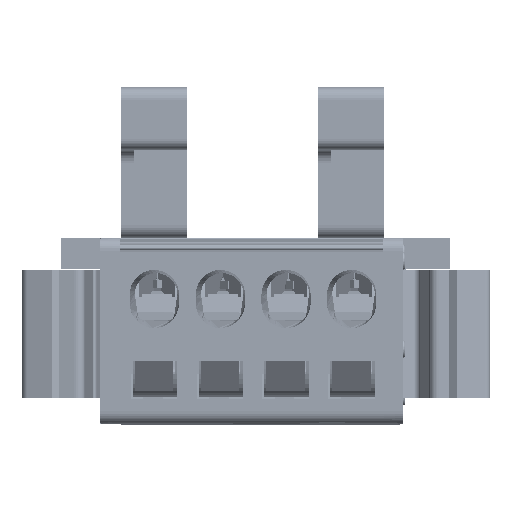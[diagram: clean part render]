
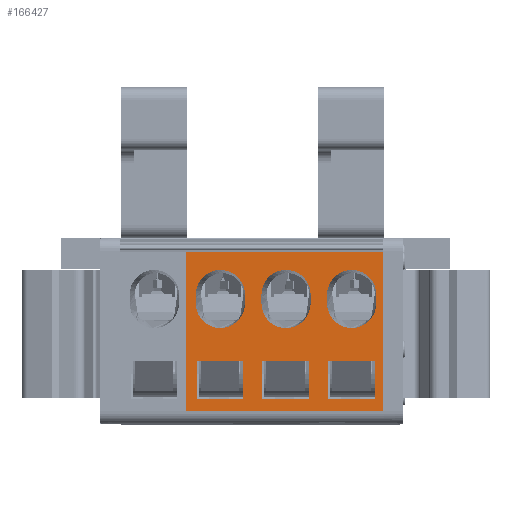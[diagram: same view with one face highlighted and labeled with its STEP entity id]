
A CAD part, left-side view. The second image highlights one B-rep face of the part: STEP entity #166427.
In plain terms, the highlighted planar face has unit normal (-1, 0, 0).
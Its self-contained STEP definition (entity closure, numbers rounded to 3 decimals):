
#5338=CIRCLE('',#173689,1.9);
#5339=CIRCLE('',#173692,1.9);
#5363=CIRCLE('',#173810,1.9);
#5364=CIRCLE('',#173811,1.9);
#5365=CIRCLE('',#173812,1.9);
#5366=CIRCLE('',#173813,1.9);
#10872=ORIENTED_EDGE('',*,*,#46292,.F.);
#10873=ORIENTED_EDGE('',*,*,#43840,.F.);
#10874=ORIENTED_EDGE('',*,*,#46293,.F.);
#10875=ORIENTED_EDGE('',*,*,#44304,.T.);
#10876=ORIENTED_EDGE('',*,*,#46073,.T.);
#10877=ORIENTED_EDGE('',*,*,#46069,.F.);
#10878=ORIENTED_EDGE('',*,*,#46294,.F.);
#10879=ORIENTED_EDGE('',*,*,#46099,.F.);
#10880=ORIENTED_EDGE('',*,*,#46068,.T.);
#10881=ORIENTED_EDGE('',*,*,#46066,.T.);
#10882=ORIENTED_EDGE('',*,*,#46064,.T.);
#10883=ORIENTED_EDGE('',*,*,#46061,.T.);
#10884=ORIENTED_EDGE('',*,*,#46295,.T.);
#10885=ORIENTED_EDGE('',*,*,#46296,.F.);
#10886=ORIENTED_EDGE('',*,*,#46297,.F.);
#10887=ORIENTED_EDGE('',*,*,#46298,.F.);
#10888=ORIENTED_EDGE('',*,*,#46299,.T.);
#10889=ORIENTED_EDGE('',*,*,#46300,.T.);
#10890=ORIENTED_EDGE('',*,*,#46301,.T.);
#10891=ORIENTED_EDGE('',*,*,#46302,.T.);
#10892=ORIENTED_EDGE('',*,*,#46303,.T.);
#10893=ORIENTED_EDGE('',*,*,#46304,.F.);
#10894=ORIENTED_EDGE('',*,*,#46305,.F.);
#10895=ORIENTED_EDGE('',*,*,#46306,.F.);
#10896=ORIENTED_EDGE('',*,*,#46307,.T.);
#10897=ORIENTED_EDGE('',*,*,#46308,.T.);
#10898=ORIENTED_EDGE('',*,*,#46309,.T.);
#10899=ORIENTED_EDGE('',*,*,#46310,.T.);
#43840=EDGE_CURVE('',#61750,#61751,#73794,.T.);
#44304=EDGE_CURVE('',#62203,#62202,#74062,.T.);
#46061=EDGE_CURVE('',#63861,#63862,#75127,.T.);
#46064=EDGE_CURVE('',#63863,#63861,#5338,.T.);
#46066=EDGE_CURVE('',#63864,#63863,#75131,.T.);
#46068=EDGE_CURVE('',#63862,#63864,#5339,.T.);
#46069=EDGE_CURVE('',#63865,#63866,#75133,.T.);
#46073=EDGE_CURVE('',#63867,#63866,#75137,.T.);
#46099=EDGE_CURVE('',#63867,#63882,#75158,.T.);
#46292=EDGE_CURVE('',#61751,#62202,#75306,.T.);
#46293=EDGE_CURVE('',#62203,#61750,#75307,.T.);
#46294=EDGE_CURVE('',#63882,#63865,#75308,.T.);
#46295=EDGE_CURVE('',#64005,#64006,#75309,.T.);
#46296=EDGE_CURVE('',#64007,#64006,#75310,.T.);
#46297=EDGE_CURVE('',#64008,#64007,#75311,.T.);
#46298=EDGE_CURVE('',#64005,#64008,#75312,.T.);
#46299=EDGE_CURVE('',#64009,#64010,#5363,.T.);
#46300=EDGE_CURVE('',#64010,#64011,#75313,.T.);
#46301=EDGE_CURVE('',#64011,#64012,#5364,.T.);
#46302=EDGE_CURVE('',#64012,#64009,#75314,.T.);
#46303=EDGE_CURVE('',#64013,#64014,#75315,.T.);
#46304=EDGE_CURVE('',#64015,#64014,#75316,.T.);
#46305=EDGE_CURVE('',#64016,#64015,#75317,.T.);
#46306=EDGE_CURVE('',#64013,#64016,#75318,.T.);
#46307=EDGE_CURVE('',#64017,#64018,#5365,.T.);
#46308=EDGE_CURVE('',#64018,#64019,#75319,.T.);
#46309=EDGE_CURVE('',#64019,#64020,#5366,.T.);
#46310=EDGE_CURVE('',#64020,#64017,#75320,.T.);
#61750=VERTEX_POINT('',#213417);
#61751=VERTEX_POINT('',#213419);
#62202=VERTEX_POINT('',#215446);
#62203=VERTEX_POINT('',#215448);
#63861=VERTEX_POINT('',#222514);
#63862=VERTEX_POINT('',#222515);
#63863=VERTEX_POINT('',#222520);
#63864=VERTEX_POINT('',#222524);
#63865=VERTEX_POINT('',#222530);
#63866=VERTEX_POINT('',#222531);
#63867=VERTEX_POINT('',#222536);
#63882=VERTEX_POINT('',#222590);
#64005=VERTEX_POINT('',#223010);
#64006=VERTEX_POINT('',#223011);
#64007=VERTEX_POINT('',#223013);
#64008=VERTEX_POINT('',#223015);
#64009=VERTEX_POINT('',#223018);
#64010=VERTEX_POINT('',#223019);
#64011=VERTEX_POINT('',#223021);
#64012=VERTEX_POINT('',#223023);
#64013=VERTEX_POINT('',#223026);
#64014=VERTEX_POINT('',#223027);
#64015=VERTEX_POINT('',#223029);
#64016=VERTEX_POINT('',#223031);
#64017=VERTEX_POINT('',#223034);
#64018=VERTEX_POINT('',#223035);
#64019=VERTEX_POINT('',#223037);
#64020=VERTEX_POINT('',#223039);
#73794=LINE('',#213418,#86427);
#74062=LINE('',#215447,#86695);
#75127=LINE('',#222513,#87760);
#75131=LINE('',#222523,#87764);
#75133=LINE('',#222529,#87766);
#75137=LINE('',#222537,#87770);
#75158=LINE('',#222589,#87791);
#75306=LINE('',#223006,#87939);
#75307=LINE('',#223007,#87940);
#75308=LINE('',#223008,#87941);
#75309=LINE('',#223009,#87942);
#75310=LINE('',#223012,#87943);
#75311=LINE('',#223014,#87944);
#75312=LINE('',#223016,#87945);
#75313=LINE('',#223020,#87946);
#75314=LINE('',#223024,#87947);
#75315=LINE('',#223025,#87948);
#75316=LINE('',#223028,#87949);
#75317=LINE('',#223030,#87950);
#75318=LINE('',#223032,#87951);
#75319=LINE('',#223036,#87952);
#75320=LINE('',#223040,#87953);
#86427=VECTOR('',#182356,1000.);
#86695=VECTOR('',#182858,1000.);
#87760=VECTOR('',#184899,1000.);
#87764=VECTOR('',#184909,1000.);
#87766=VECTOR('',#184917,1000.);
#87770=VECTOR('',#184923,1000.);
#87791=VECTOR('',#184978,1000.);
#87939=VECTOR('',#185322,1000.);
#87940=VECTOR('',#185323,1000.);
#87941=VECTOR('',#185324,1000.);
#87942=VECTOR('',#185325,1000.);
#87943=VECTOR('',#185326,1000.);
#87944=VECTOR('',#185327,1000.);
#87945=VECTOR('',#185328,1000.);
#87946=VECTOR('',#185331,1000.);
#87947=VECTOR('',#185334,1000.);
#87948=VECTOR('',#185335,1000.);
#87949=VECTOR('',#185336,1000.);
#87950=VECTOR('',#185337,1000.);
#87951=VECTOR('',#185338,1000.);
#87952=VECTOR('',#185341,1000.);
#87953=VECTOR('',#185344,1000.);
#99469=EDGE_LOOP('',(#10872,#10873,#10874,#10875));
#99470=EDGE_LOOP('',(#10876,#10877,#10878,#10879));
#99471=EDGE_LOOP('',(#10880,#10881,#10882,#10883));
#99472=EDGE_LOOP('',(#10884,#10885,#10886,#10887));
#99473=EDGE_LOOP('',(#10888,#10889,#10890,#10891));
#99474=EDGE_LOOP('',(#10892,#10893,#10894,#10895));
#99475=EDGE_LOOP('',(#10896,#10897,#10898,#10899));
#107340=FACE_BOUND('',#99469,.T.);
#107341=FACE_BOUND('',#99470,.T.);
#107342=FACE_BOUND('',#99471,.T.);
#107343=FACE_BOUND('',#99472,.T.);
#107344=FACE_BOUND('',#99473,.T.);
#107345=FACE_BOUND('',#99474,.T.);
#107346=FACE_BOUND('',#99475,.T.);
#114897=PLANE('',#173809);
#166427=ADVANCED_FACE('',(#107340,#107341,#107342,#107343,#107344,#107345,
#107346),#114897,.T.);
#173689=AXIS2_PLACEMENT_3D('',#222519,#184904,#184905);
#173692=AXIS2_PLACEMENT_3D('',#222527,#184913,#184914);
#173809=AXIS2_PLACEMENT_3D('',#223005,#185320,#185321);
#173810=AXIS2_PLACEMENT_3D('',#223017,#185329,#185330);
#173811=AXIS2_PLACEMENT_3D('',#223022,#185332,#185333);
#173812=AXIS2_PLACEMENT_3D('',#223033,#185339,#185340);
#173813=AXIS2_PLACEMENT_3D('',#223038,#185342,#185343);
#182356=DIRECTION('',(0.,0.,-1.));
#182858=DIRECTION('',(0.,0.,-1.));
#184899=DIRECTION('',(0.,0.,-1.));
#184904=DIRECTION('',(1.,0.,0.));
#184905=DIRECTION('',(0.,1.,0.));
#184909=DIRECTION('',(0.,0.,1.));
#184913=DIRECTION('',(1.,0.,0.));
#184914=DIRECTION('',(0.,-1.,0.));
#184917=DIRECTION('',(0.,0.,1.));
#184923=DIRECTION('',(0.,-1.,0.));
#184978=DIRECTION('',(0.,0.,-1.));
#185320=DIRECTION('',(-1.,0.,0.));
#185321=DIRECTION('',(0.,0.,1.));
#185322=DIRECTION('',(0.,1.,0.));
#185323=DIRECTION('',(0.,-1.,0.));
#185324=DIRECTION('',(0.,-1.,0.));
#185325=DIRECTION('',(0.,-1.,0.));
#185326=DIRECTION('',(0.,0.,1.));
#185327=DIRECTION('',(0.,-1.,0.));
#185328=DIRECTION('',(0.,0.,-1.));
#185329=DIRECTION('',(1.,0.,0.));
#185330=DIRECTION('',(0.,-1.,0.));
#185331=DIRECTION('',(0.,0.,1.));
#185332=DIRECTION('',(1.,0.,0.));
#185333=DIRECTION('',(0.,1.,0.));
#185334=DIRECTION('',(0.,0.,-1.));
#185335=DIRECTION('',(0.,-1.,0.));
#185336=DIRECTION('',(0.,0.,1.));
#185337=DIRECTION('',(0.,-1.,0.));
#185338=DIRECTION('',(0.,0.,-1.));
#185339=DIRECTION('',(1.,0.,0.));
#185340=DIRECTION('',(0.,-1.,0.));
#185341=DIRECTION('',(0.,0.,1.));
#185342=DIRECTION('',(1.,0.,0.));
#185343=DIRECTION('',(0.,1.,0.));
#185344=DIRECTION('',(0.,0.,-1.));
#213417=CARTESIAN_POINT('',(-13.075,0.,-1.086));
#213418=CARTESIAN_POINT('',(-13.075,0.,0.));
#213419=CARTESIAN_POINT('',(-13.075,0.,-13.45));
#215446=CARTESIAN_POINT('',(-13.075,15.24,-13.45));
#215447=CARTESIAN_POINT('',(-13.075,15.24,0.));
#215448=CARTESIAN_POINT('',(-13.075,15.24,-1.086));
#222513=CARTESIAN_POINT('',(-13.075,0.525,-5.1));
#222514=CARTESIAN_POINT('',(-13.075,0.525,-4.4));
#222515=CARTESIAN_POINT('',(-13.075,0.525,-5.1));
#222519=CARTESIAN_POINT('',(-13.075,2.425,-4.4));
#222520=CARTESIAN_POINT('',(-13.075,4.325,-4.4));
#222523=CARTESIAN_POINT('',(-13.075,4.325,-5.1));
#222524=CARTESIAN_POINT('',(-13.075,4.325,-5.1));
#222527=CARTESIAN_POINT('',(-13.075,2.425,-5.1));
#222529=CARTESIAN_POINT('',(-13.075,0.65,-9.347));
#222530=CARTESIAN_POINT('',(-13.075,0.65,-12.5));
#222531=CARTESIAN_POINT('',(-13.075,0.65,-9.547));
#222536=CARTESIAN_POINT('',(-13.075,4.25,-9.547));
#222537=CARTESIAN_POINT('',(-13.075,30.693,-9.547));
#222589=CARTESIAN_POINT('',(-13.075,4.25,-9.347));
#222590=CARTESIAN_POINT('',(-13.075,4.25,-12.5));
#223005=CARTESIAN_POINT('',(-13.075,5.08,0.));
#223006=CARTESIAN_POINT('',(-13.075,0.,-13.45));
#223007=CARTESIAN_POINT('',(-13.075,30.636,-1.086));
#223008=CARTESIAN_POINT('',(-13.075,4.25,-12.5));
#223009=CARTESIAN_POINT('',(-13.075,40.853,-9.547));
#223010=CARTESIAN_POINT('',(-13.075,14.41,-9.547));
#223011=CARTESIAN_POINT('',(-13.075,10.81,-9.547));
#223012=CARTESIAN_POINT('',(-13.075,10.81,-9.347));
#223013=CARTESIAN_POINT('',(-13.075,10.81,-12.5));
#223014=CARTESIAN_POINT('',(-13.075,14.41,-12.5));
#223015=CARTESIAN_POINT('',(-13.075,14.41,-12.5));
#223016=CARTESIAN_POINT('',(-13.075,14.41,-9.347));
#223017=CARTESIAN_POINT('',(-13.075,12.585,-5.1));
#223018=CARTESIAN_POINT('',(-13.075,10.685,-5.1));
#223019=CARTESIAN_POINT('',(-13.075,14.485,-5.1));
#223020=CARTESIAN_POINT('',(-13.075,14.485,-5.1));
#223021=CARTESIAN_POINT('',(-13.075,14.485,-4.4));
#223022=CARTESIAN_POINT('',(-13.075,12.585,-4.4));
#223023=CARTESIAN_POINT('',(-13.075,10.685,-4.4));
#223024=CARTESIAN_POINT('',(-13.075,10.685,-5.1));
#223025=CARTESIAN_POINT('',(-13.075,35.773,-9.547));
#223026=CARTESIAN_POINT('',(-13.075,9.33,-9.547));
#223027=CARTESIAN_POINT('',(-13.075,5.73,-9.547));
#223028=CARTESIAN_POINT('',(-13.075,5.73,-9.347));
#223029=CARTESIAN_POINT('',(-13.075,5.73,-12.5));
#223030=CARTESIAN_POINT('',(-13.075,9.33,-12.5));
#223031=CARTESIAN_POINT('',(-13.075,9.33,-12.5));
#223032=CARTESIAN_POINT('',(-13.075,9.33,-9.347));
#223033=CARTESIAN_POINT('',(-13.075,7.505,-5.1));
#223034=CARTESIAN_POINT('',(-13.075,5.605,-5.1));
#223035=CARTESIAN_POINT('',(-13.075,9.405,-5.1));
#223036=CARTESIAN_POINT('',(-13.075,9.405,-5.1));
#223037=CARTESIAN_POINT('',(-13.075,9.405,-4.4));
#223038=CARTESIAN_POINT('',(-13.075,7.505,-4.4));
#223039=CARTESIAN_POINT('',(-13.075,5.605,-4.4));
#223040=CARTESIAN_POINT('',(-13.075,5.605,-5.1));
